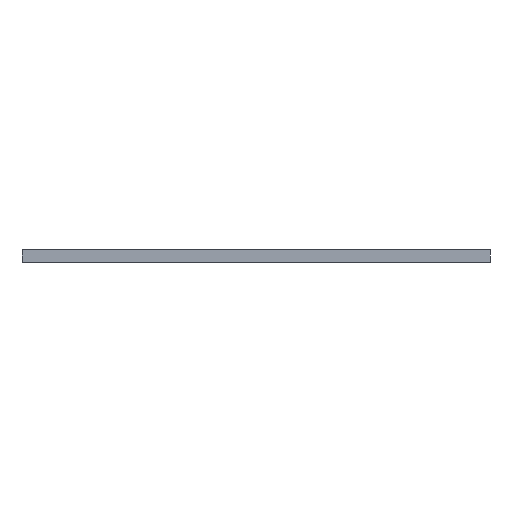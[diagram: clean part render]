
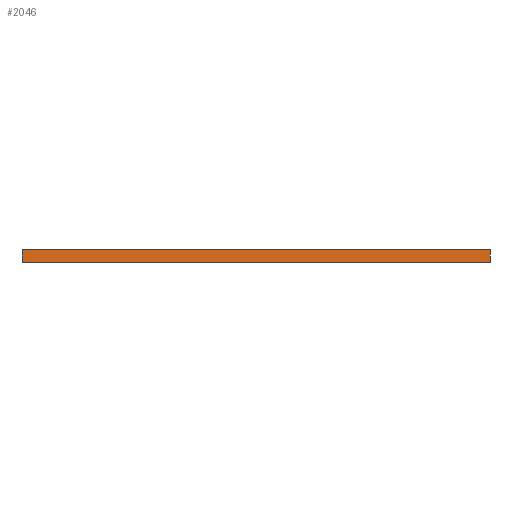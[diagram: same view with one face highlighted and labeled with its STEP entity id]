
A CAD part, left-side view. The second image highlights one B-rep face of the part: STEP entity #2046.
In plain terms, the highlighted planar face has unit normal (-1, 0, 0).
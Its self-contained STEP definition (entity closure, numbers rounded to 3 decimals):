
#119 = VECTOR ( 'NONE', #1635, 1000. ) ;
#299 = VECTOR ( 'NONE', #2753, 1000. ) ;
#327 = ORIENTED_EDGE ( 'NONE', *, *, #2948, .T. ) ;
#352 = ORIENTED_EDGE ( 'NONE', *, *, #1013, .F. ) ;
#393 = VERTEX_POINT ( 'NONE', #3074 ) ;
#432 = ORIENTED_EDGE ( 'NONE', *, *, #3027, .T. ) ;
#445 = CARTESIAN_POINT ( 'NONE',  ( -92.5, 23.5, 1.5 ) ) ;
#544 = VECTOR ( 'NONE', #2980, 1000. ) ;
#549 = DIRECTION ( 'NONE',  ( 1., 0., 0. ) ) ;
#564 = VECTOR ( 'NONE', #2440, 1000. ) ;
#587 = VERTEX_POINT ( 'NONE', #2078 ) ;
#610 = LINE ( 'NONE', #445, #544 ) ;
#626 = AXIS2_PLACEMENT_3D ( 'NONE', #2055, #549, #2315 ) ;
#630 = CARTESIAN_POINT ( 'NONE',  ( -92.5, -23.5, 0. ) ) ;
#647 = CARTESIAN_POINT ( 'NONE',  ( -92.5, 28.5, 1.5 ) ) ;
#719 = FACE_OUTER_BOUND ( 'NONE', #2417, .T. ) ;
#745 = VERTEX_POINT ( 'NONE', #935 ) ;
#838 = CARTESIAN_POINT ( 'NONE',  ( -92.5, 28.5, 1.5 ) ) ;
#935 = CARTESIAN_POINT ( 'NONE',  ( -92.5, -28.5, 1.5 ) ) ;
#1013 = EDGE_CURVE ( 'NONE', #2149, #745, #610, .T. ) ;
#1084 = EDGE_CURVE ( 'NONE', #745, #393, #2318, .T. ) ;
#1635 = DIRECTION ( 'NONE',  ( 0., -1., 0. ) ) ;
#1801 = PLANE ( 'NONE',  #626 ) ;
#2046 = ADVANCED_FACE ( 'NONE', ( #719 ), #1801, .F. ) ;
#2055 = CARTESIAN_POINT ( 'NONE',  ( -92.5, -23.5, 1.5 ) ) ;
#2078 = CARTESIAN_POINT ( 'NONE',  ( -92.5, 28.5, 0. ) ) ;
#2129 = LINE ( 'NONE', #630, #119 ) ;
#2149 = VERTEX_POINT ( 'NONE', #838 ) ;
#2315 = DIRECTION ( 'NONE',  ( 0., 1., 0. ) ) ;
#2318 = LINE ( 'NONE', #2498, #299 ) ;
#2417 = EDGE_LOOP ( 'NONE', ( #327, #3033, #352, #432 ) ) ;
#2440 = DIRECTION ( 'NONE',  ( 0., 0., -1. ) ) ;
#2498 = CARTESIAN_POINT ( 'NONE',  ( -92.5, -28.5, 1.5 ) ) ;
#2753 = DIRECTION ( 'NONE',  ( 0., 0., -1. ) ) ;
#2948 = EDGE_CURVE ( 'NONE', #587, #393, #2129, .T. ) ;
#2980 = DIRECTION ( 'NONE',  ( 0., -1., 0. ) ) ;
#3027 = EDGE_CURVE ( 'NONE', #2149, #587, #3278, .T. ) ;
#3033 = ORIENTED_EDGE ( 'NONE', *, *, #1084, .F. ) ;
#3074 = CARTESIAN_POINT ( 'NONE',  ( -92.5, -28.5, 0. ) ) ;
#3278 = LINE ( 'NONE', #647, #564 ) ;
